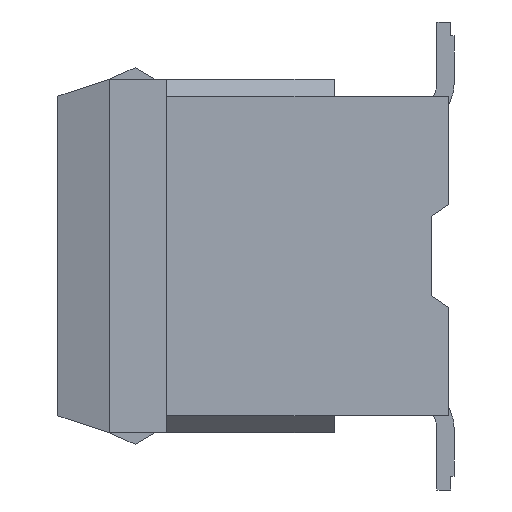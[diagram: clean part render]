
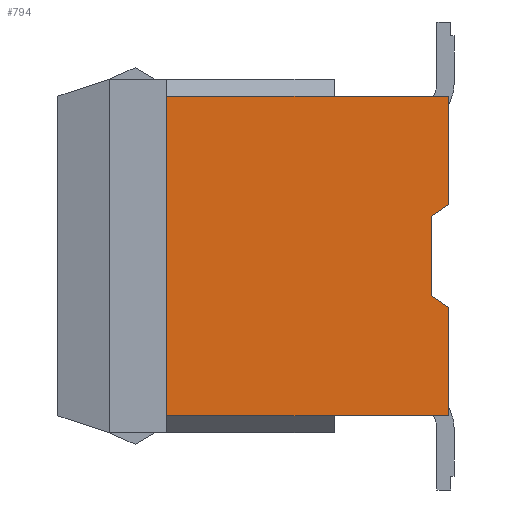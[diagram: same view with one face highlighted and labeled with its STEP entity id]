
A CAD part, left-side view. The second image highlights one B-rep face of the part: STEP entity #794.
In plain terms, the highlighted planar face has unit normal (-1, 0, 0).
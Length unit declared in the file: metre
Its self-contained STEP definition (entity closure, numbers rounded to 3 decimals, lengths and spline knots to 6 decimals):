
#794 = ADVANCED_FACE( '', ( #3183 ), #3184, .T. );
#3183 = FACE_OUTER_BOUND( '', #6411, .T. );
#3184 = PLANE( '', #6412 );
#6411 = EDGE_LOOP( '', ( #14526, #14527, #14528, #14529, #14530, #14531, #14532, #14533, #14534, #14535 ) );
#6412 = AXIS2_PLACEMENT_3D( '', #14536, #14537, #14538 );
#14526 = ORIENTED_EDGE( '', *, *, #25057, .F. );
#14527 = ORIENTED_EDGE( '', *, *, #23334, .F. );
#14528 = ORIENTED_EDGE( '', *, *, #22445, .T. );
#14529 = ORIENTED_EDGE( '', *, *, #25230, .T. );
#14530 = ORIENTED_EDGE( '', *, *, #25231, .T. );
#14531 = ORIENTED_EDGE( '', *, *, #25232, .T. );
#14532 = ORIENTED_EDGE( '', *, *, #25233, .T. );
#14533 = ORIENTED_EDGE( '', *, *, #25234, .T. );
#14534 = ORIENTED_EDGE( '', *, *, #25235, .F. );
#14535 = ORIENTED_EDGE( '', *, *, #25236, .F. );
#14536 = CARTESIAN_POINT( '', ( -0.0074, 0.00247, -0.00155 ) );
#14537 = DIRECTION( '', ( -1., 0., 0. ) );
#14538 = DIRECTION( '', ( 0., 0., 1. ) );
#22445 = EDGE_CURVE( '', #27441, #27439, #27442, .T. );
#23334 = EDGE_CURVE( '', #27441, #29115, #29116, .T. );
#25057 = EDGE_CURVE( '', #29115, #31994, #31995, .T. );
#25230 = EDGE_CURVE( '', #27439, #32251, #32252, .T. );
#25231 = EDGE_CURVE( '', #32251, #32253, #32254, .T. );
#25232 = EDGE_CURVE( '', #32253, #32255, #32256, .T. );
#25233 = EDGE_CURVE( '', #32255, #32257, #32258, .T. );
#25234 = EDGE_CURVE( '', #32257, #32259, #32260, .T. );
#25235 = EDGE_CURVE( '', #32074, #32259, #32261, .T. );
#25236 = EDGE_CURVE( '', #31994, #32074, #32262, .T. );
#27439 = VERTEX_POINT( '', #35283 );
#27441 = VERTEX_POINT( '', #35286 );
#27442 = LINE( '', #35287, #35288 );
#29115 = VERTEX_POINT( '', #37736 );
#29116 = LINE( '', #37737, #37738 );
#31994 = VERTEX_POINT( '', #42143 );
#31995 = LINE( '', #42144, #42145 );
#32074 = VERTEX_POINT( '', #42266 );
#32251 = VERTEX_POINT( '', #42550 );
#32252 = LINE( '', #42551, #42552 );
#32253 = VERTEX_POINT( '', #42553 );
#32254 = LINE( '', #42554, #42555 );
#32255 = VERTEX_POINT( '', #42556 );
#32256 = LINE( '', #42557, #42558 );
#32257 = VERTEX_POINT( '', #42559 );
#32258 = LINE( '', #42560, #42561 );
#32259 = VERTEX_POINT( '', #42562 );
#32260 = LINE( '', #42563, #42564 );
#32261 = LINE( '', #42565, #42566 );
#32262 = LINE( '', #42567, #42568 );
#35283 = CARTESIAN_POINT( '', ( -0.0074, 0., -0.0014 ) );
#35286 = CARTESIAN_POINT( '', ( -0.0074, 0.001, -0.0014 ) );
#35287 = CARTESIAN_POINT( '', ( -0.0074, 0.001, -0.0014 ) );
#35288 = VECTOR( '', #45983, 1. );
#37736 = CARTESIAN_POINT( '', ( -0.0074, 0.00247, -0.0014 ) );
#37737 = CARTESIAN_POINT( '', ( -0.0074, 0.001, -0.0014 ) );
#37738 = VECTOR( '', #47098, 1. );
#42143 = CARTESIAN_POINT( '', ( -0.0074, 0.00247, 0.0014 ) );
#42144 = CARTESIAN_POINT( '', ( -0.0074, 0.00247, -0.0014 ) );
#42145 = VECTOR( '', #49211, 1. );
#42266 = CARTESIAN_POINT( '', ( -0.0074, 0.001, 0.0014 ) );
#42550 = CARTESIAN_POINT( '', ( -0.0074, 0., -0.00045 ) );
#42551 = CARTESIAN_POINT( '', ( -0.0074, 0., -0.0014 ) );
#42552 = VECTOR( '', #49430, 1. );
#42553 = CARTESIAN_POINT( '', ( -0.0074, 0.00015, -0.00035 ) );
#42554 = CARTESIAN_POINT( '', ( -0.0074, 0., -0.00045 ) );
#42555 = VECTOR( '', #49431, 1. );
#42556 = CARTESIAN_POINT( '', ( -0.0074, 0.00015, 0.00035 ) );
#42557 = CARTESIAN_POINT( '', ( -0.0074, 0.00015, -0.00035 ) );
#42558 = VECTOR( '', #49432, 1. );
#42559 = CARTESIAN_POINT( '', ( -0.0074, 0., 0.00045 ) );
#42560 = CARTESIAN_POINT( '', ( -0.0074, 0.00015, 0.00035 ) );
#42561 = VECTOR( '', #49433, 1. );
#42562 = CARTESIAN_POINT( '', ( -0.0074, 0., 0.0014 ) );
#42563 = CARTESIAN_POINT( '', ( -0.0074, 0., 0.00045 ) );
#42564 = VECTOR( '', #49434, 1. );
#42565 = CARTESIAN_POINT( '', ( -0.0074, 0.001, 0.0014 ) );
#42566 = VECTOR( '', #49435, 1. );
#42567 = CARTESIAN_POINT( '', ( -0.0074, 0.00247, 0.0014 ) );
#42568 = VECTOR( '', #49436, 1. );
#45983 = DIRECTION( '', ( 0., -1., 0. ) );
#47098 = DIRECTION( '', ( 0., 1., 0. ) );
#49211 = DIRECTION( '', ( 0., 0., 1. ) );
#49430 = DIRECTION( '', ( 0., 0., 1. ) );
#49431 = DIRECTION( '', ( 0., 0.832, 0.555 ) );
#49432 = DIRECTION( '', ( 0., 0., 1. ) );
#49433 = DIRECTION( '', ( 0., -0.832, 0.555 ) );
#49434 = DIRECTION( '', ( 0., 0., 1. ) );
#49435 = DIRECTION( '', ( 0., -1., 0. ) );
#49436 = DIRECTION( '', ( 0., -1., 0. ) );
